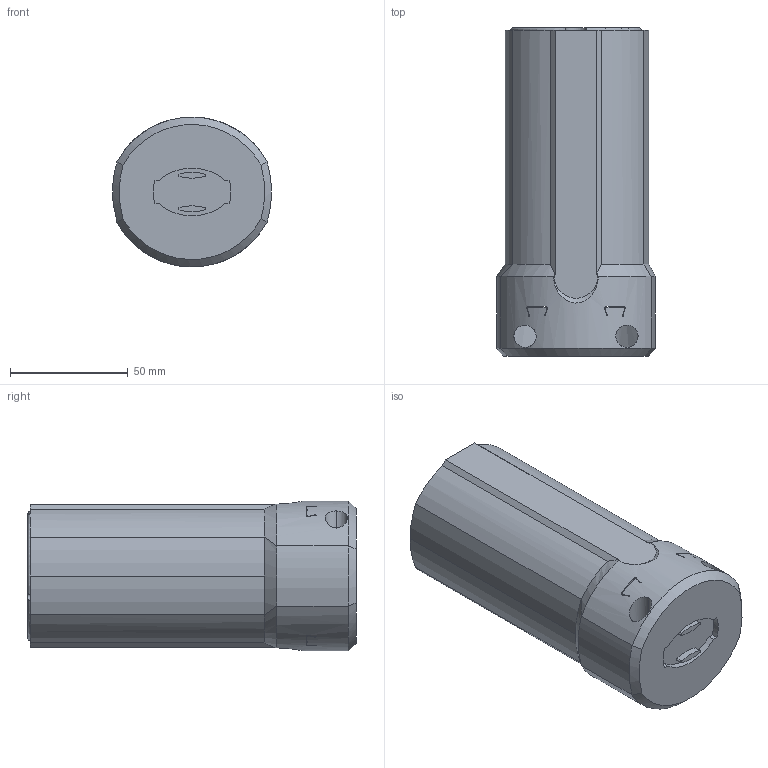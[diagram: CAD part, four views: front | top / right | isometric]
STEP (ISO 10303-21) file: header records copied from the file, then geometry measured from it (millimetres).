
FILE_DESCRIPTION (( 'STEP AP214' ), '1' );
FILE_NAME ('ORC4309-M01.STEP', '2024-02-15T16:58:46', ( '' ), ( '' ), 'SwSTEP 2.0', 'SolidWorks 2020', '' );
FILE_SCHEMA (( 'AUTOMOTIVE_DESIGN' ));
Length unit declared in the file: inch
Products named in the file (1): ORC4309-M01
Bounding box: 67.32 x 139.17 x 63.49 mm (x, y, z)
Surface area: 39585.9 mm2 (no closed solid volume)
Topology: 0 solids, 3 shells, 206 faces, 590 edges, 393 vertices
Faces by surface type: plane 105, cylinder 74, bspline 10, torus 9, cone 6, sphere 2
Entity records: 10685 total; most frequent: CARTESIAN_POINT 2770, ORIENTED_EDGE 1128, DIRECTION 1009, EDGE_CURVE 586, VERTEX_POINT 391, AXIS2_PLACEMENT_3D 351, LINE 307, VECTOR 307
